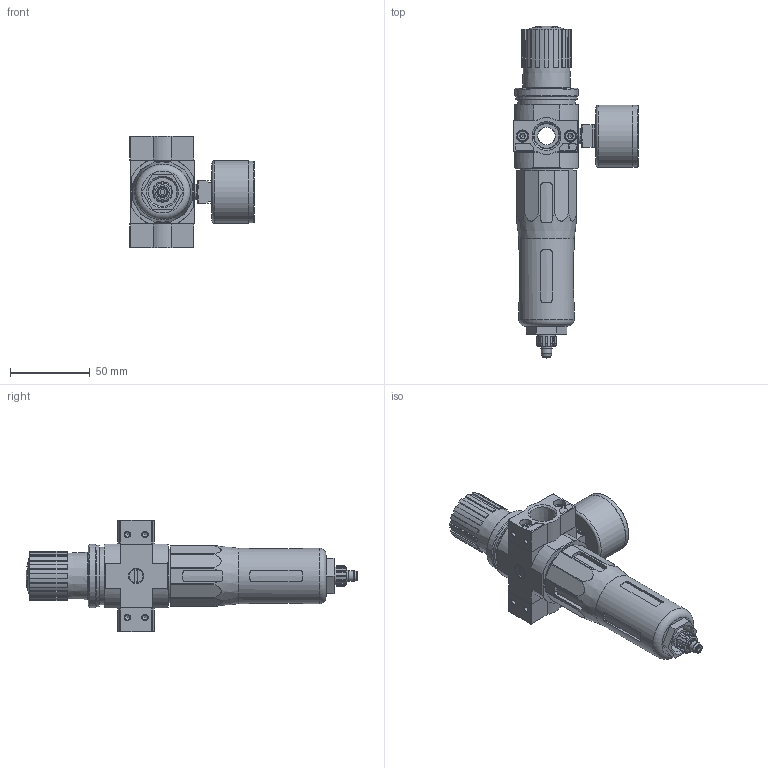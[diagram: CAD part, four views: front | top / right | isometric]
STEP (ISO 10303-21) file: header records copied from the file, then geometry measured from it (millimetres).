
FILE_DESCRIPTION(/* description */ ('STEP AP214'),/* implementation_level */ '2;1');
FILE_NAME(/* name */ '173776_LFR-3_8-D-5M-MINI-NPT',/* time_stamp */ '2024-09-04T15:54:52+02:00',/* author */ ('License CC BY-ND 4.0'),/* organization */ ('CADENAS'),/* preprocessor_version */ 'ST-DEVELOPER v19.3',/* originating_system */ 'PARTsolutions',/* authorisation */ ' ');
FILE_SCHEMA (('AUTOMOTIVE_DESIGN {1 0 10303 214 3 1 1}'));
Length unit declared in the file: millimetre
Products named in the file (9): 173776 LFR-3/8-D-5M-MINI-NPT---(0); 127303 LFR-D-5M-MINI--(0); 8003637 PAGN-40-16-G18; 679802 PBL-3/8-D-MINI-R-NPT--P1; DIN-912 - M4x16(F); 679801 PBL-3/8-D-MINI-L-NPT--P1; 398011 LRVS-D-MINI; 373845 LR-MINI; 648415 LF
Assembly tree (11 placements, depth 2):
  173776 LFR-3/8-D-5M-MINI-NPT---(0)
    127303 LFR-D-5M-MINI--(0)
    8003637 PAGN-40-16-G18
    679802 PBL-3/8-D-MINI-R-NPT--P1
    DIN-912 - M4x16(F)  x4
    679801 PBL-3/8-D-MINI-L-NPT--P1
    398011 LRVS-D-MINI
    373845 LR-MINI
    648415 LF
Bounding box: 77.75 x 208 x 70 mm (x, y, z)
Volume: 242558.1 mm3; surface area: 52057.9 mm2
Topology: 11 solids, 11 shells, 655 faces, 1617 edges, 1033 vertices
Faces by surface type: plane 356, cylinder 185, cone 97, torus 12, sphere 5
Full cylindrical faces by diameter (mm): 3 x1, 3.242 x8, 4 x4, 4.3 x1, 5.6 x1, 6.2 x1, 6.4 x1, 6.8 x1, 6.9 x1, 7 x4, 7.1 x1, 8.2 x1, 8.4 x1, 8.566 x2, 9 x1, 9.728 x2, 11 x2, 11.2 x1, 11.4 x1, 12.2 x2, 12.6 x1, 15.7 x1, 15.8 x1, 18 x1, 24.9 x1, 26.9 x1, 33.9 x1, 34.376 x1, 34.7 x1, 36 x2
Entity records: 20133 total; most frequent: CARTESIAN_POINT 3486, DIRECTION 2866, ORIENTED_EDGE 2656, EDGE_CURVE 1328, AXIS2_PLACEMENT_3D 1115, VERTEX_POINT 939, FACE_BOUND 759, EDGE_LOOP 750
